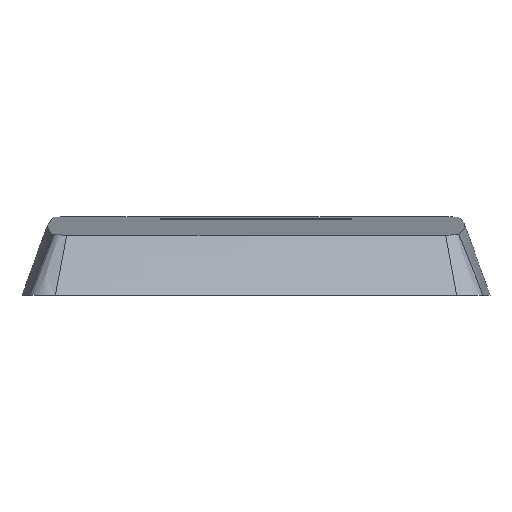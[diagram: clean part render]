
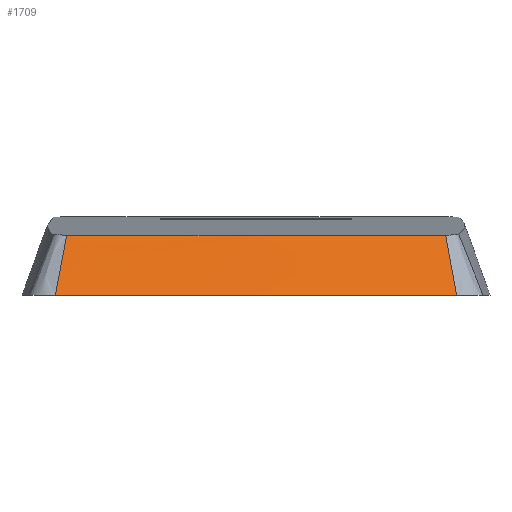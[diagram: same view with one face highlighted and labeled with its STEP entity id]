
A CAD part, front view. The second image highlights one B-rep face of the part: STEP entity #1709.
In plain terms, the highlighted free-form (B-spline) face has degree [3, 3] with [9, 4] control points.
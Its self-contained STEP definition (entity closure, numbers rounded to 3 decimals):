
#16=(
BOUNDED_CURVE()
B_SPLINE_CURVE(5,(#3656,#3657,#3658,#3659,#3660,#3661,#3662,#3663,#3664,
#3665,#3666,#3667,#3668,#3669,#3670),.UNSPECIFIED.,.F.,.F.)
B_SPLINE_CURVE_WITH_KNOTS((6,1,1,1,1,1,1,1,1,1,6),(-1.,-0.9,-0.8,-0.7,-0.6,
-0.5,-0.4,-0.3,-0.2,-0.1,0.),.UNSPECIFIED.)
CURVE()
GEOMETRIC_REPRESENTATION_ITEM()
RATIONAL_B_SPLINE_CURVE((1.,1.,1.,1.,1.,1.,1.,1.,1.,1.,1.,1.,1.,1.,1.))
REPRESENTATION_ITEM('')
);
#21=(
BOUNDED_CURVE()
B_SPLINE_CURVE(5,(#3747,#3748,#3749,#3750,#3751,#3752,#3753,#3754,#3755,
#3756,#3757,#3758,#3759,#3760,#3761),.UNSPECIFIED.,.F.,.F.)
B_SPLINE_CURVE_WITH_KNOTS((6,1,1,1,1,1,1,1,1,1,6),(0.056,0.1,
0.2,0.3,0.4,0.5,0.6,0.7,0.8,0.9,0.944),.UNSPECIFIED.)
CURVE()
GEOMETRIC_REPRESENTATION_ITEM()
RATIONAL_B_SPLINE_CURVE((1.,1.,1.,1.,1.,1.,1.,1.,1.,1.,1.,1.,1.,1.,1.))
REPRESENTATION_ITEM('')
);
#43=B_SPLINE_SURFACE_WITH_KNOTS('',3,3,((#3867,#3868,#3869,#3870),(#3871,
#3872,#3873,#3874),(#3875,#3876,#3877,#3878),(#3879,#3880,#3881,#3882),
(#3883,#3884,#3885,#3886),(#3887,#3888,#3889,#3890),(#3891,#3892,#3893,
#3894),(#3895,#3896,#3897,#3898),(#3899,#3900,#3901,#3902)),
 .UNSPECIFIED.,.F.,.F.,.F.,(4,1,1,1,1,1,4),(4,4),(0.,0.143,
0.286,0.429,0.571,0.857,
1.),(0.,1.),.UNSPECIFIED.);
#240=FACE_OUTER_BOUND('',#341,.T.);
#341=EDGE_LOOP('',(#1541,#1542,#1543,#1544));
#496=LINE('',#3866,#651);
#497=LINE('',#3903,#652);
#651=VECTOR('',#2156,32.559);
#652=VECTOR('',#2157,32.545);
#795=VERTEX_POINT('',#3653);
#796=VERTEX_POINT('',#3655);
#805=VERTEX_POINT('',#3744);
#806=VERTEX_POINT('',#3746);
#1038=EDGE_CURVE('',#795,#796,#16,.T.);
#1048=EDGE_CURVE('',#806,#805,#21,.T.);
#1054=EDGE_CURVE('',#806,#795,#496,.T.);
#1055=EDGE_CURVE('',#805,#796,#497,.T.);
#1541=ORIENTED_EDGE('',*,*,#1048,.T.);
#1542=ORIENTED_EDGE('',*,*,#1055,.T.);
#1543=ORIENTED_EDGE('',*,*,#1038,.F.);
#1544=ORIENTED_EDGE('',*,*,#1054,.F.);
#1709=ADVANCED_FACE('',(#240),#43,.T.);
#2156=DIRECTION('',(0.128,0.725,0.677));
#2157=DIRECTION('',(-0.125,0.725,0.677));
#3653=CARTESIAN_POINT('',(263.522,-91.955,22.046));
#3655=CARTESIAN_POINT('',(402.35,-91.956,22.046));
#3656=CARTESIAN_POINT('Ctrl Pts',(263.522,-91.955,22.046));
#3657=CARTESIAN_POINT('Ctrl Pts',(266.298,-92.056,22.043));
#3658=CARTESIAN_POINT('Ctrl Pts',(271.852,-92.249,22.036));
#3659=CARTESIAN_POINT('Ctrl Pts',(280.182,-92.512,22.027));
#3660=CARTESIAN_POINT('Ctrl Pts',(291.288,-92.808,22.017));
#3661=CARTESIAN_POINT('Ctrl Pts',(305.171,-93.083,22.007));
#3662=CARTESIAN_POINT('Ctrl Pts',(319.054,-93.254,22.001));
#3663=CARTESIAN_POINT('Ctrl Pts',(332.937,-93.312,21.999));
#3664=CARTESIAN_POINT('Ctrl Pts',(346.82,-93.254,22.001));
#3665=CARTESIAN_POINT('Ctrl Pts',(360.702,-93.083,22.007));
#3666=CARTESIAN_POINT('Ctrl Pts',(374.585,-92.808,22.017));
#3667=CARTESIAN_POINT('Ctrl Pts',(385.691,-92.512,22.027));
#3668=CARTESIAN_POINT('Ctrl Pts',(394.02,-92.249,22.036));
#3669=CARTESIAN_POINT('Ctrl Pts',(399.573,-92.056,22.043));
#3670=CARTESIAN_POINT('Ctrl Pts',(402.35,-91.956,22.046));
#3744=CARTESIAN_POINT('',(406.402,-115.551,0.));
#3746=CARTESIAN_POINT('',(259.361,-115.551,0.));
#3747=CARTESIAN_POINT('Ctrl Pts',(259.361,-115.551,0.));
#3748=CARTESIAN_POINT('Ctrl Pts',(260.825,-115.596,0.));
#3749=CARTESIAN_POINT('Ctrl Pts',(265.599,-115.741,0.));
#3750=CARTESIAN_POINT('Ctrl Pts',(273.683,-115.969,0.));
#3751=CARTESIAN_POINT('Ctrl Pts',(285.078,-116.247,0.));
#3752=CARTESIAN_POINT('Ctrl Pts',(299.782,-116.523,0.));
#3753=CARTESIAN_POINT('Ctrl Pts',(316.332,-116.716,0.));
#3754=CARTESIAN_POINT('Ctrl Pts',(332.882,-116.782,0.));
#3755=CARTESIAN_POINT('Ctrl Pts',(349.432,-116.716,0.));
#3756=CARTESIAN_POINT('Ctrl Pts',(365.982,-116.523,0.));
#3757=CARTESIAN_POINT('Ctrl Pts',(380.686,-116.247,0.));
#3758=CARTESIAN_POINT('Ctrl Pts',(392.08,-115.969,0.));
#3759=CARTESIAN_POINT('Ctrl Pts',(400.164,-115.741,0.));
#3760=CARTESIAN_POINT('Ctrl Pts',(404.938,-115.596,0.));
#3761=CARTESIAN_POINT('Ctrl Pts',(406.402,-115.551,0.));
#3866=CARTESIAN_POINT('',(259.361,-115.551,0.));
#3867=CARTESIAN_POINT('Ctrl Pts',(259.361,-115.551,0.));
#3868=CARTESIAN_POINT('Ctrl Pts',(260.748,-107.686,7.349));
#3869=CARTESIAN_POINT('Ctrl Pts',(262.135,-99.821,14.698));
#3870=CARTESIAN_POINT('Ctrl Pts',(263.522,-91.955,22.046));
#3871=CARTESIAN_POINT('Ctrl Pts',(260.072,-115.573,0.));
#3872=CARTESIAN_POINT('Ctrl Pts',(261.339,-107.704,7.349));
#3873=CARTESIAN_POINT('Ctrl Pts',(262.607,-99.837,14.697));
#3874=CARTESIAN_POINT('Ctrl Pts',(263.875,-91.968,22.046));
#3875=CARTESIAN_POINT('Ctrl Pts',(266.885,-115.789,0.));
#3876=CARTESIAN_POINT('Ctrl Pts',(267.905,-107.925,7.346));
#3877=CARTESIAN_POINT('Ctrl Pts',(268.926,-100.06,14.692));
#3878=CARTESIAN_POINT('Ctrl Pts',(269.946,-92.196,22.038));
#3879=CARTESIAN_POINT('Ctrl Pts',(288.662,-116.344,0.));
#3880=CARTESIAN_POINT('Ctrl Pts',(289.289,-108.502,7.339));
#3881=CARTESIAN_POINT('Ctrl Pts',(289.917,-100.66,14.678));
#3882=CARTESIAN_POINT('Ctrl Pts',(290.545,-92.817,22.016));
#3883=CARTESIAN_POINT('Ctrl Pts',(317.371,-116.764,0.));
#3884=CARTESIAN_POINT('Ctrl Pts',(317.594,-108.943,7.333));
#3885=CARTESIAN_POINT('Ctrl Pts',(317.817,-101.121,14.666));
#3886=CARTESIAN_POINT('Ctrl Pts',(318.04,-93.3,21.999));
#3887=CARTESIAN_POINT('Ctrl Pts',(358.732,-116.772,0.));
#3888=CARTESIAN_POINT('Ctrl Pts',(358.41,-108.95,7.333));
#3889=CARTESIAN_POINT('Ctrl Pts',(358.087,-101.13,14.666));
#3890=CARTESIAN_POINT('Ctrl Pts',(357.764,-93.308,21.999));
#3891=CARTESIAN_POINT('Ctrl Pts',(395.471,-115.905,0.));
#3892=CARTESIAN_POINT('Ctrl Pts',(394.611,-108.042,7.345));
#3893=CARTESIAN_POINT('Ctrl Pts',(393.75,-100.18,14.689));
#3894=CARTESIAN_POINT('Ctrl Pts',(392.89,-92.317,22.034));
#3895=CARTESIAN_POINT('Ctrl Pts',(405.692,-115.573,0.));
#3896=CARTESIAN_POINT('Ctrl Pts',(404.46,-107.705,7.349));
#3897=CARTESIAN_POINT('Ctrl Pts',(403.228,-99.837,14.697));
#3898=CARTESIAN_POINT('Ctrl Pts',(401.996,-91.968,22.046));
#3899=CARTESIAN_POINT('Ctrl Pts',(406.402,-115.551,0.));
#3900=CARTESIAN_POINT('Ctrl Pts',(405.051,-107.686,7.349));
#3901=CARTESIAN_POINT('Ctrl Pts',(403.701,-99.821,14.698));
#3902=CARTESIAN_POINT('Ctrl Pts',(402.35,-91.956,22.046));
#3903=CARTESIAN_POINT('',(406.402,-115.551,0.));
